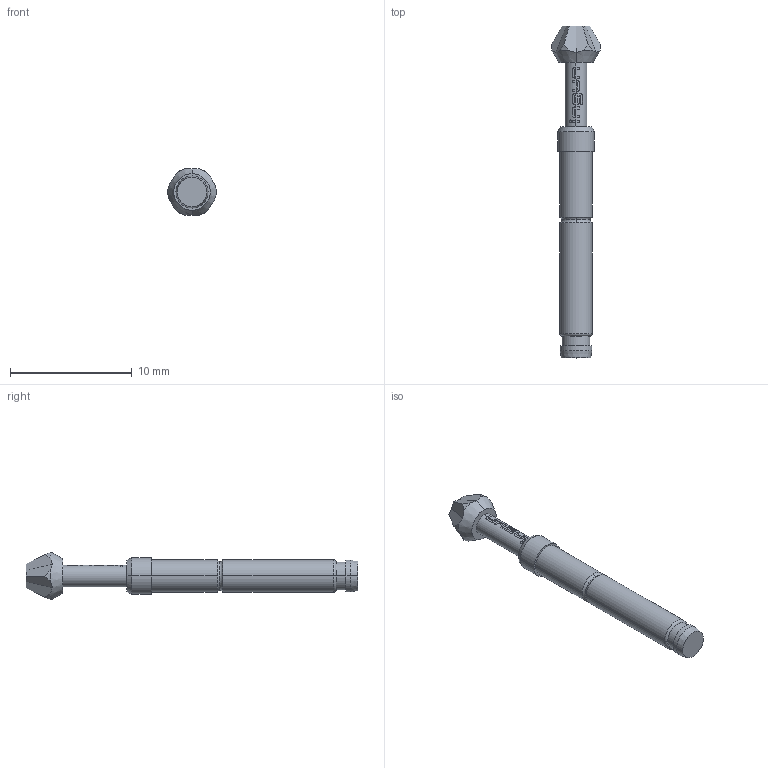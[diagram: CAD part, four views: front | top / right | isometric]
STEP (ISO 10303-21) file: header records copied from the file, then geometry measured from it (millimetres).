
FILE_DESCRIPTION (( 'STEP AP203' ), '1' );
FILE_NAME ('INGUN_GKS-113_287_400_N_xx02.STEP', '2020-09-08T10:43:57', ( '' ), ( '' ), 'SwSTEP 2.0', 'SolidWorks 2018', '' );
FILE_SCHEMA (( 'CONFIG_CONTROL_DESIGN' ));
Length unit declared in the file: millimetre
Products named in the file (1): INGUN_GKS-113_287_400_N_xx02
Bounding box: 4 x 27.3 x 3.83 mm (x, y, z)
Volume: 142.9 mm3; surface area: 242.8 mm2
Topology: 1 solids, 1 shells, 129 faces, 354 edges, 232 vertices
Faces by surface type: bspline 44, cylinder 37, plane 36, torus 6, cone 6
Entity records: 5404 total; most frequent: CARTESIAN_POINT 2639, ORIENTED_EDGE 708, EDGE_CURVE 354, DIRECTION 328, B_SPLINE_CURVE_WITH_KNOTS 234, VERTEX_POINT 232, AXIS2_PLACEMENT_3D 134, EDGE_LOOP 134
